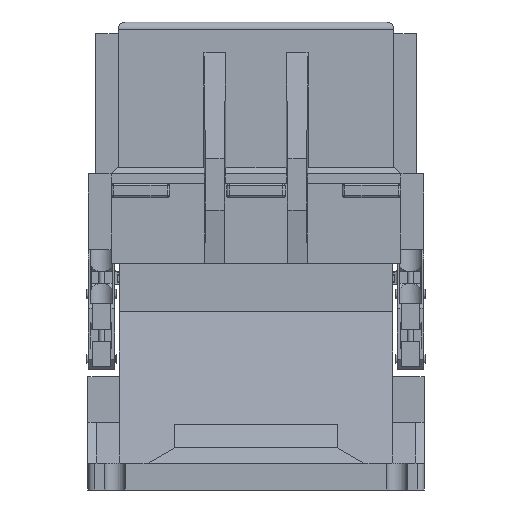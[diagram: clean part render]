
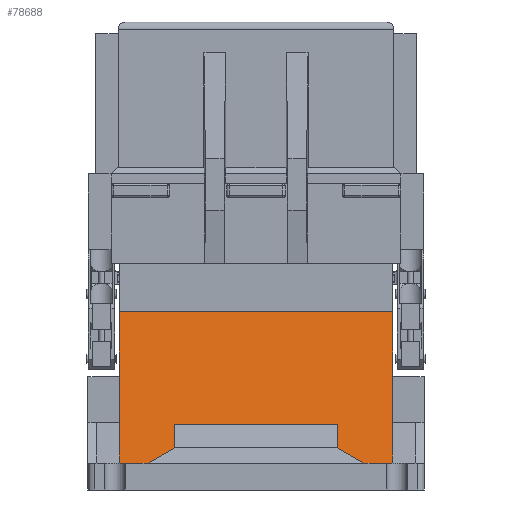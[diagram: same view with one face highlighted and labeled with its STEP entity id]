
A CAD part, front view. The second image highlights one B-rep face of the part: STEP entity #78688.
In plain terms, the highlighted planar face has unit normal (0, -0.984, 0.176).
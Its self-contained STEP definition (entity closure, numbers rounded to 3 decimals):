
#72087=DIRECTION('',(1.,0.,0.));
#72088=VECTOR('',#72087,12.25);
#72089=CARTESIAN_POINT('',(19.05,-71.044,28.));
#72090=LINE('',#72089,#72088);
#72136=DIRECTION('',(1.,0.,0.));
#72137=VECTOR('',#72136,3.7);
#72138=CARTESIAN_POINT('',(31.3,-71.044,28.));
#72139=LINE('',#72138,#72137);
#72164=DIRECTION('',(1.,0.,0.));
#72165=VECTOR('',#72164,3.7);
#72166=CARTESIAN_POINT('',(-35.,-71.044,28.));
#72167=LINE('',#72166,#72165);
#72192=DIRECTION('',(1.,0.,0.));
#72193=VECTOR('',#72192,38.1);
#72194=CARTESIAN_POINT('',(-19.05,-71.044,28.));
#72195=LINE('',#72194,#72193);
#72234=DIRECTION('',(-1.,0.,0.));
#72235=VECTOR('',#72234,23.5);
#72236=CARTESIAN_POINT('',(-35.,-74.002,11.5));
#72237=LINE('',#72236,#72235);
#72241=DIRECTION('',(0.,0.176,0.984));
#72242=VECTOR('',#72241,17.782);
#72243=CARTESIAN_POINT('',(-58.5,-74.002,11.5));
#72244=LINE('',#72243,#72242);
#72248=DIRECTION('',(0.,-0.176,-0.984));
#72249=VECTOR('',#72248,17.782);
#72250=CARTESIAN_POINT('',(58.5,-70.864,29.003));
#72251=LINE('',#72250,#72249);
#72255=DIRECTION('',(-1.,0.,0.));
#72256=VECTOR('',#72255,23.5);
#72257=CARTESIAN_POINT('',(58.5,-74.002,11.5));
#72258=LINE('',#72257,#72256);
#72269=DIRECTION('',(0.,0.176,0.984));
#72270=VECTOR('',#72269,16.763);
#72271=CARTESIAN_POINT('',(-35.,-74.002,11.5));
#72272=LINE('',#72271,#72270);
#72318=DIRECTION('',(0.,-0.176,-0.984));
#72319=VECTOR('',#72318,16.763);
#72320=CARTESIAN_POINT('',(35.,-71.044,28.));
#72321=LINE('',#72320,#72319);
#72495=DIRECTION('',(0.,0.176,0.984));
#72496=VECTOR('',#72495,48.081);
#72497=CARTESIAN_POINT('',(58.5,-70.864,29.003));
#72498=LINE('',#72497,#72496);
#73176=DIRECTION('',(0.,-0.176,-0.984));
#73177=VECTOR('',#73176,48.081);
#73178=CARTESIAN_POINT('',(-58.5,-62.379,76.33));
#73179=LINE('',#73178,#73177);
#74431=DIRECTION('',(-1.,0.,0.));
#74432=VECTOR('',#74431,117.);
#74433=CARTESIAN_POINT('',(58.5,-62.379,76.33));
#74434=LINE('',#74433,#74432);
#77508=DIRECTION('',(1.,0.,0.));
#77509=VECTOR('',#77508,12.25);
#77510=CARTESIAN_POINT('',(-31.3,-71.044,28.));
#77511=LINE('',#77510,#77509);
#77571=CARTESIAN_POINT('',(19.05,-71.044,28.));
#77573=VERTEX_POINT('',#77571);
#77575=CARTESIAN_POINT('',(31.3,-71.044,28.));
#77576=VERTEX_POINT('',#77575);
#77585=CARTESIAN_POINT('',(35.,-71.044,28.));
#77586=VERTEX_POINT('',#77585);
#77591=CARTESIAN_POINT('',(-35.,-71.044,28.));
#77592=VERTEX_POINT('',#77591);
#77593=CARTESIAN_POINT('',(-31.3,-71.044,28.));
#77594=VERTEX_POINT('',#77593);
#77599=CARTESIAN_POINT('',(-19.05,-71.044,28.));
#77600=VERTEX_POINT('',#77599);
#77603=CARTESIAN_POINT('',(-35.,-74.002,11.5));
#77604=VERTEX_POINT('',#77603);
#77605=CARTESIAN_POINT('',(-58.5,-74.002,11.5));
#77606=VERTEX_POINT('',#77605);
#77607=CARTESIAN_POINT('',(-58.5,-70.864,29.003));
#77608=VERTEX_POINT('',#77607);
#77609=CARTESIAN_POINT('',(-58.5,-62.379,76.33));
#77610=VERTEX_POINT('',#77609);
#77611=CARTESIAN_POINT('',(58.5,-62.379,76.33));
#77612=VERTEX_POINT('',#77611);
#77613=CARTESIAN_POINT('',(58.5,-70.864,29.003));
#77614=VERTEX_POINT('',#77613);
#77615=CARTESIAN_POINT('',(58.5,-74.002,11.5));
#77616=VERTEX_POINT('',#77615);
#77617=CARTESIAN_POINT('',(35.,-74.002,11.5));
#77618=VERTEX_POINT('',#77617);
#78657=CARTESIAN_POINT('',(-70.212,-61.214,82.826));
#78658=DIRECTION('',(0.,-0.984,0.176));
#78659=DIRECTION('',(1.,0.,0.));
#78660=AXIS2_PLACEMENT_3D('',#78657,#78658,#78659);
#78661=PLANE('',#78660);
#78662=ORIENTED_EDGE('',*,*,#78577,.F.);
#78664=ORIENTED_EDGE('',*,*,#78663,.F.);
#78666=ORIENTED_EDGE('',*,*,#78665,.T.);
#78668=ORIENTED_EDGE('',*,*,#78667,.T.);
#78670=ORIENTED_EDGE('',*,*,#78669,.F.);
#78672=ORIENTED_EDGE('',*,*,#78671,.F.);
#78674=ORIENTED_EDGE('',*,*,#78673,.F.);
#78676=ORIENTED_EDGE('',*,*,#78675,.T.);
#78678=ORIENTED_EDGE('',*,*,#78677,.T.);
#78680=ORIENTED_EDGE('',*,*,#78679,.F.);
#78681=ORIENTED_EDGE('',*,*,#78569,.F.);
#78682=ORIENTED_EDGE('',*,*,#78521,.F.);
#78683=ORIENTED_EDGE('',*,*,#78585,.F.);
#78685=ORIENTED_EDGE('',*,*,#78684,.F.);
#78686=EDGE_LOOP('',(#78662,#78664,#78666,#78668,#78670,#78672,#78674,#78676,
#78678,#78680,#78681,#78682,#78683,#78685));
#78687=FACE_OUTER_BOUND('',#78686,.F.);
#78521=EDGE_CURVE('',#77573,#77576,#72090,.T.);
#78569=EDGE_CURVE('',#77576,#77586,#72139,.T.);
#78577=EDGE_CURVE('',#77592,#77594,#72167,.T.);
#78585=EDGE_CURVE('',#77600,#77573,#72195,.T.);
#78663=EDGE_CURVE('',#77604,#77592,#72272,.T.);
#78665=EDGE_CURVE('',#77604,#77606,#72237,.T.);
#78667=EDGE_CURVE('',#77606,#77608,#72244,.T.);
#78669=EDGE_CURVE('',#77610,#77608,#73179,.T.);
#78671=EDGE_CURVE('',#77612,#77610,#74434,.T.);
#78673=EDGE_CURVE('',#77614,#77612,#72498,.T.);
#78675=EDGE_CURVE('',#77614,#77616,#72251,.T.);
#78677=EDGE_CURVE('',#77616,#77618,#72258,.T.);
#78679=EDGE_CURVE('',#77586,#77618,#72321,.T.);
#78684=EDGE_CURVE('',#77594,#77600,#77511,.T.);
#78688=ADVANCED_FACE('',(#78687),#78661,.T.);
